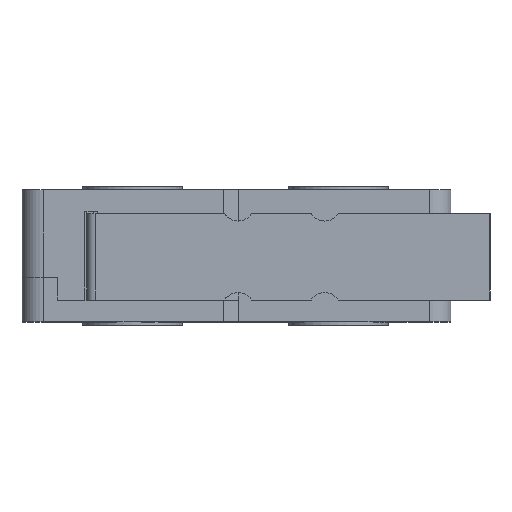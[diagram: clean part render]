
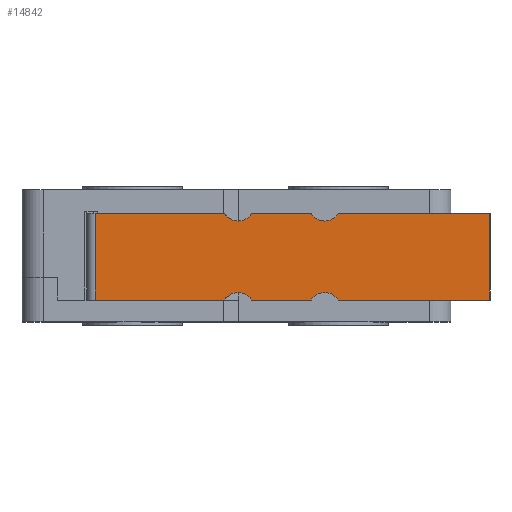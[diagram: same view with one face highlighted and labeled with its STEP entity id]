
A CAD part, top view. The second image highlights one B-rep face of the part: STEP entity #14842.
In plain terms, the highlighted planar face has unit normal (-0.013, 0, 1).
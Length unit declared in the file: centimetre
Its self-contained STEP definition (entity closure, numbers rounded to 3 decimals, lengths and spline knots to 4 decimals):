
#809=CIRCLE('',#15672,0.075);
#812=CIRCLE('',#15676,0.075);
#814=CIRCLE('',#15679,0.075);
#815=CIRCLE('',#15681,0.075);
#975=FACE_OUTER_BOUND('',#1799,.T.);
#1799=EDGE_LOOP('',(#9872,#9873,#9874,#9875,#9876,#9877,#9878,#9879,#9880,
#9881,#9882,#9883));
#2698=LINE('',#19464,#4376);
#2699=LINE('',#19467,#4377);
#2711=LINE('',#19487,#4389);
#2714=LINE('',#19495,#4392);
#2715=LINE('',#19498,#4393);
#2723=LINE('',#19514,#4401);
#2724=LINE('',#19515,#4402);
#2725=LINE('',#19516,#4403);
#4376=VECTOR('',#16415,1.);
#4377=VECTOR('',#16418,1.);
#4389=VECTOR('',#16434,1.);
#4392=VECTOR('',#16441,1.);
#4393=VECTOR('',#16446,1.);
#4401=VECTOR('',#16462,1.);
#4402=VECTOR('',#16463,1.);
#4403=VECTOR('',#16464,1.);
#6040=VERTEX_POINT('',#19419);
#6042=VERTEX_POINT('',#19422);
#6045=VERTEX_POINT('',#19429);
#6047=VERTEX_POINT('',#19433);
#6049=VERTEX_POINT('',#19438);
#6051=VERTEX_POINT('',#19442);
#6052=VERTEX_POINT('',#19446);
#6054=VERTEX_POINT('',#19449);
#6059=VERTEX_POINT('',#19462);
#6060=VERTEX_POINT('',#19466);
#6066=VERTEX_POINT('',#19485);
#6069=VERTEX_POINT('',#19494);
#7535=EDGE_CURVE('',#6042,#6040,#809,.T.);
#7541=EDGE_CURVE('',#6045,#6047,#812,.T.);
#7545=EDGE_CURVE('',#6049,#6051,#814,.T.);
#7547=EDGE_CURVE('',#6054,#6052,#815,.T.);
#7555=EDGE_CURVE('',#6047,#6059,#2698,.T.);
#7556=EDGE_CURVE('',#6060,#6049,#2699,.T.);
#7568=EDGE_CURVE('',#6052,#6066,#2711,.T.);
#7572=EDGE_CURVE('',#6069,#6042,#2714,.T.);
#7574=EDGE_CURVE('',#6040,#6054,#2715,.T.);
#7582=EDGE_CURVE('',#6060,#6066,#2723,.T.);
#7583=EDGE_CURVE('',#6051,#6045,#2724,.T.);
#7584=EDGE_CURVE('',#6069,#6059,#2725,.T.);
#9872=ORIENTED_EDGE('',*,*,#7535,.T.);
#9873=ORIENTED_EDGE('',*,*,#7574,.T.);
#9874=ORIENTED_EDGE('',*,*,#7547,.T.);
#9875=ORIENTED_EDGE('',*,*,#7568,.T.);
#9876=ORIENTED_EDGE('',*,*,#7582,.F.);
#9877=ORIENTED_EDGE('',*,*,#7556,.T.);
#9878=ORIENTED_EDGE('',*,*,#7545,.T.);
#9879=ORIENTED_EDGE('',*,*,#7583,.T.);
#9880=ORIENTED_EDGE('',*,*,#7541,.T.);
#9881=ORIENTED_EDGE('',*,*,#7555,.T.);
#9882=ORIENTED_EDGE('',*,*,#7584,.F.);
#9883=ORIENTED_EDGE('',*,*,#7572,.T.);
#14309=PLANE('',#15696);
#14842=ADVANCED_FACE('',(#975),#14309,.T.);
#15672=AXIS2_PLACEMENT_3D('',#19423,#16377,#16378);
#15676=AXIS2_PLACEMENT_3D('',#19435,#16388,#16389);
#15679=AXIS2_PLACEMENT_3D('',#19444,#16396,#16397);
#15681=AXIS2_PLACEMENT_3D('',#19450,#16401,#16402);
#15696=AXIS2_PLACEMENT_3D('',#19513,#16460,#16461);
#16377=DIRECTION('center_axis',(0.013,0.,
-1.));
#16378=DIRECTION('ref_axis',(-1.,0.,-0.013));
#16388=DIRECTION('center_axis',(0.013,0.,
-1.));
#16389=DIRECTION('ref_axis',(-1.,0.,-0.013));
#16396=DIRECTION('center_axis',(0.013,0.,
-1.));
#16397=DIRECTION('ref_axis',(-1.,0.,-0.013));
#16401=DIRECTION('center_axis',(0.013,0.,
-1.));
#16402=DIRECTION('ref_axis',(-1.,0.,-0.013));
#16415=DIRECTION('',(-1.,0.,-0.013));
#16418=DIRECTION('',(-1.,0.,-0.013));
#16434=DIRECTION('',(1.,0.,0.013));
#16441=DIRECTION('',(1.,0.,0.013));
#16446=DIRECTION('',(1.,0.,0.013));
#16460=DIRECTION('center_axis',(-0.013,0.,
1.));
#16461=DIRECTION('ref_axis',(1.,0.,0.013));
#16462=DIRECTION('',(0.,-1.,0.));
#16463=DIRECTION('',(-1.,0.,-0.013));
#16464=DIRECTION('',(0.,1.,0.));
#19419=CARTESIAN_POINT('',(0.5509,-0.51,0.8847));
#19422=CARTESIAN_POINT('',(0.424,-0.51,0.883));
#19423=CARTESIAN_POINT('Origin',(0.4875,-0.55,0.8838));
#19429=CARTESIAN_POINT('',(0.5509,-0.11,0.8847));
#19433=CARTESIAN_POINT('',(0.424,-0.11,0.883));
#19435=CARTESIAN_POINT('Origin',(0.4875,-0.07,
0.8838));
#19438=CARTESIAN_POINT('',(0.9509,-0.11,0.8899));
#19442=CARTESIAN_POINT('',(0.824,-0.11,0.8883));
#19444=CARTESIAN_POINT('Origin',(0.8874,-0.07,0.8891));
#19446=CARTESIAN_POINT('',(0.9509,-0.51,0.8899));
#19449=CARTESIAN_POINT('',(0.824,-0.51,0.8883));
#19450=CARTESIAN_POINT('Origin',(0.8874,-0.55,0.8891));
#19462=CARTESIAN_POINT('',(-0.1725,-0.11,0.8751));
#19464=CARTESIAN_POINT('',(-0.1725,-0.11,0.8751));
#19466=CARTESIAN_POINT('',(1.6504,-0.11,0.8991));
#19467=CARTESIAN_POINT('',(-0.1725,-0.11,0.8751));
#19485=CARTESIAN_POINT('',(1.6504,-0.51,0.8991));
#19487=CARTESIAN_POINT('',(-0.1725,-0.51,0.8751));
#19494=CARTESIAN_POINT('',(-0.1725,-0.51,0.8751));
#19495=CARTESIAN_POINT('',(-0.1725,-0.51,0.8751));
#19498=CARTESIAN_POINT('',(-0.1725,-0.51,0.8751));
#19513=CARTESIAN_POINT('Origin',(1.6504,-0.31,0.8991));
#19514=CARTESIAN_POINT('',(1.6504,-0.31,0.8991));
#19515=CARTESIAN_POINT('',(-0.1725,-0.11,0.8751));
#19516=CARTESIAN_POINT('',(-0.1725,-0.31,0.8751));
